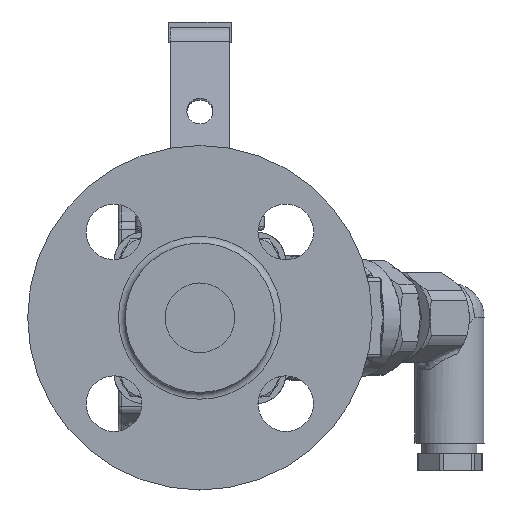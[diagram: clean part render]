
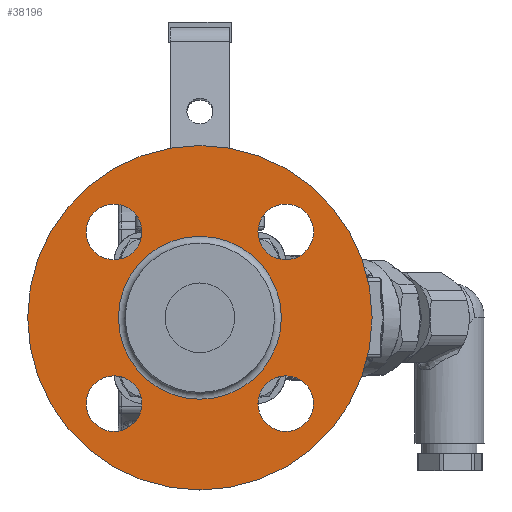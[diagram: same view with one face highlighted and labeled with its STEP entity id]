
A CAD part, left-side view. The second image highlights one B-rep face of the part: STEP entity #38196.
In plain terms, the highlighted planar face has unit normal (-1, 0, 0).
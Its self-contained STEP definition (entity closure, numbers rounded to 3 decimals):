
#7076=FACE_BOUND('',#12905,.T.);
#7077=FACE_BOUND('',#12906,.T.);
#7078=FACE_BOUND('',#12907,.T.);
#7079=FACE_BOUND('',#12908,.T.);
#7080=FACE_BOUND('',#12909,.T.);
#7698=PLANE('',#41986);
#10397=FACE_OUTER_BOUND('',#12904,.T.);
#12904=EDGE_LOOP('',(#32567));
#12905=EDGE_LOOP('',(#32568));
#12906=EDGE_LOOP('',(#32569));
#12907=EDGE_LOOP('',(#32570));
#12908=EDGE_LOOP('',(#32571));
#12909=EDGE_LOOP('',(#32572));
#15101=CIRCLE('',#41971,49.5);
#15103=CIRCLE('',#41975,8.);
#15105=CIRCLE('',#41978,8.);
#15107=CIRCLE('',#41981,8.);
#15109=CIRCLE('',#41984,8.);
#15111=CIRCLE('',#41987,23.41);
#18127=VERTEX_POINT('',#71641);
#18129=VERTEX_POINT('',#71649);
#18131=VERTEX_POINT('',#71655);
#18133=VERTEX_POINT('',#71661);
#18135=VERTEX_POINT('',#71667);
#18137=VERTEX_POINT('',#71673);
#23083=EDGE_CURVE('',#18127,#18127,#15101,.T.);
#23086=EDGE_CURVE('',#18129,#18129,#15103,.T.);
#23089=EDGE_CURVE('',#18131,#18131,#15105,.T.);
#23092=EDGE_CURVE('',#18133,#18133,#15107,.T.);
#23095=EDGE_CURVE('',#18135,#18135,#15109,.T.);
#23098=EDGE_CURVE('',#18137,#18137,#15111,.T.);
#32567=ORIENTED_EDGE('',*,*,#23083,.F.);
#32568=ORIENTED_EDGE('',*,*,#23086,.T.);
#32569=ORIENTED_EDGE('',*,*,#23089,.T.);
#32570=ORIENTED_EDGE('',*,*,#23092,.T.);
#32571=ORIENTED_EDGE('',*,*,#23095,.T.);
#32572=ORIENTED_EDGE('',*,*,#23098,.F.);
#38196=ADVANCED_FACE('',(#10397,#7076,#7077,#7078,#7079,#7080),#7698,.F.);
#41971=AXIS2_PLACEMENT_3D('',#71643,#50533,#50534);
#41975=AXIS2_PLACEMENT_3D('',#71650,#50542,#50543);
#41978=AXIS2_PLACEMENT_3D('',#71656,#50549,#50550);
#41981=AXIS2_PLACEMENT_3D('',#71662,#50556,#50557);
#41984=AXIS2_PLACEMENT_3D('',#71668,#50563,#50564);
#41986=AXIS2_PLACEMENT_3D('',#71672,#50568,#50569);
#41987=AXIS2_PLACEMENT_3D('',#71674,#50570,#50571);
#50533=DIRECTION('center_axis',(1.,0.,0.));
#50534=DIRECTION('ref_axis',(0.,0.,
-1.));
#50542=DIRECTION('center_axis',(1.,0.,0.));
#50543=DIRECTION('ref_axis',(0.,0.,
1.));
#50549=DIRECTION('center_axis',(1.,0.,0.));
#50550=DIRECTION('ref_axis',(0.,-1.,0.));
#50556=DIRECTION('center_axis',(1.,0.,0.));
#50557=DIRECTION('ref_axis',(0.,0.,
-1.));
#50563=DIRECTION('center_axis',(1.,0.,0.));
#50564=DIRECTION('ref_axis',(0.,1.,0.));
#50568=DIRECTION('center_axis',(1.,0.,0.));
#50569=DIRECTION('ref_axis',(0.,0.,
-1.));
#50570=DIRECTION('center_axis',(-1.,0.,0.));
#50571=DIRECTION('ref_axis',(0.,0.,
1.));
#71641=CARTESIAN_POINT('',(-291.936,18.833,47.983));
#71643=CARTESIAN_POINT('Origin',(-291.936,18.833,-1.517));
#71649=CARTESIAN_POINT('',(-291.936,43.511,15.161));
#71650=CARTESIAN_POINT('Origin',(-291.936,43.511,23.161));
#71655=CARTESIAN_POINT('',(-291.936,2.155,23.161));
#71656=CARTESIAN_POINT('Origin',(-291.936,-5.845,23.161));
#71661=CARTESIAN_POINT('',(-291.936,-5.845,-18.195));
#71662=CARTESIAN_POINT('Origin',(-291.936,-5.845,-26.195));
#71667=CARTESIAN_POINT('',(-291.936,35.511,-26.195));
#71668=CARTESIAN_POINT('Origin',(-291.936,43.511,-26.195));
#71672=CARTESIAN_POINT('Origin',(-291.936,18.833,-1.517));
#71673=CARTESIAN_POINT('',(-291.936,18.833,-24.927));
#71674=CARTESIAN_POINT('Origin',(-291.936,18.833,-1.517));
